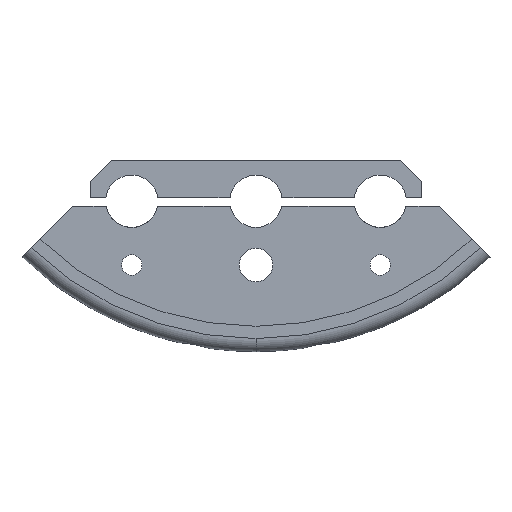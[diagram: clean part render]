
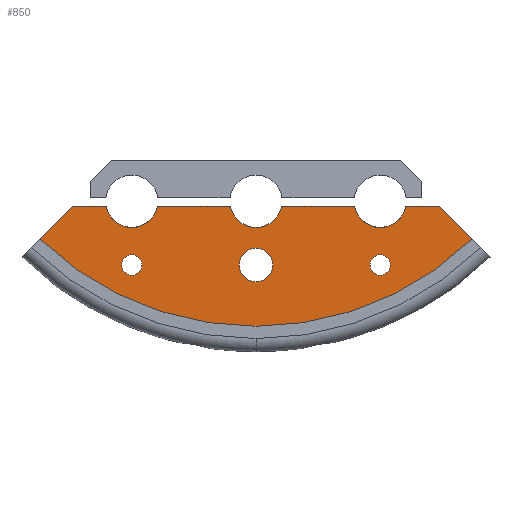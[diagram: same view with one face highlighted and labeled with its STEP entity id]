
A CAD part, front view. The second image highlights one B-rep face of the part: STEP entity #850.
In plain terms, the highlighted planar face has unit normal (0, -1, 0).
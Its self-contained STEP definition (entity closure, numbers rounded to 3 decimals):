
#13 = CARTESIAN_POINT ( 'NONE',  ( 0., -2.5, -15.3 ) ) ;
#42 = CARTESIAN_POINT ( 'NONE',  ( 1.572, -2.5, -11.7 ) ) ;
#53 = CARTESIAN_POINT ( 'NONE',  ( 0., -2.5, -19.05 ) ) ;
#59 = EDGE_CURVE ( 'NONE', #754, #1794, #2748, .T. ) ;
#72 = ORIENTED_EDGE ( 'NONE', *, *, #3003, .T. ) ;
#102 = DIRECTION ( 'NONE',  ( 0., -1., 0. ) ) ;
#144 = ORIENTED_EDGE ( 'NONE', *, *, #1905, .F. ) ;
#157 = CARTESIAN_POINT ( 'NONE',  ( 7.6, -2.5, -14.675 ) ) ;
#163 = EDGE_CURVE ( 'NONE', #2523, #1921, #2503, .T. ) ;
#187 = VECTOR ( 'NONE', #1343, 1000. ) ;
#212 = CARTESIAN_POINT ( 'NONE',  ( -6.028, -2.5, -11.7 ) ) ;
#220 = DIRECTION ( 'NONE',  ( 0., 1., 0. ) ) ;
#225 = VECTOR ( 'NONE', #2313, 1000. ) ;
#226 = LINE ( 'NONE', #2770, #2798 ) ;
#229 = CIRCLE ( 'NONE', #2242, 1.025 ) ;
#258 = DIRECTION ( 'NONE',  ( 0., 0., 1. ) ) ;
#262 = CARTESIAN_POINT ( 'NONE',  ( 6.028, -2.5, -11.7 ) ) ;
#276 = VERTEX_POINT ( 'NONE', #2358 ) ;
#282 = DIRECTION ( 'NONE',  ( 0., 1., 0. ) ) ;
#293 = CIRCLE ( 'NONE', #2402, 0.625 ) ;
#307 = CARTESIAN_POINT ( 'NONE',  ( 7.6, -2.5, -15.925 ) ) ;
#313 = DIRECTION ( 'NONE',  ( 0., 0., 1. ) ) ;
#322 = VERTEX_POINT ( 'NONE', #53 ) ;
#354 = ORIENTED_EDGE ( 'NONE', *, *, #163, .T. ) ;
#368 = ORIENTED_EDGE ( 'NONE', *, *, #1901, .T. ) ;
#386 = CIRCLE ( 'NONE', #1474, 0.625 ) ;
#390 = CARTESIAN_POINT ( 'NONE',  ( 0., -2.5, -14.275 ) ) ;
#392 = CARTESIAN_POINT ( 'NONE',  ( -7.6, -2.5, -11.4 ) ) ;
#399 = ORIENTED_EDGE ( 'NONE', *, *, #773, .T. ) ;
#404 = CARTESIAN_POINT ( 'NONE',  ( -11.205, -2.5, -11.7 ) ) ;
#436 = AXIS2_PLACEMENT_3D ( 'NONE', #744, #1177, #258 ) ;
#441 = LINE ( 'NONE', #2796, #225 ) ;
#474 = CIRCLE ( 'NONE', #2330, 19.05 ) ;
#491 = CARTESIAN_POINT ( 'NONE',  ( -11.205, -2.5, -11.7 ) ) ;
#501 = CARTESIAN_POINT ( 'NONE',  ( 0., -2.5, 0. ) ) ;
#548 = CARTESIAN_POINT ( 'NONE',  ( -1.572, -2.5, -11.7 ) ) ;
#579 = EDGE_CURVE ( 'NONE', #1921, #2667, #226, .T. ) ;
#581 = CARTESIAN_POINT ( 'NONE',  ( 11.205, -2.5, -11.7 ) ) ;
#584 = EDGE_LOOP ( 'NONE', ( #2921, #1510 ) ) ;
#616 = CARTESIAN_POINT ( 'NONE',  ( -11.205, -2.5, -11.7 ) ) ;
#645 = VERTEX_POINT ( 'NONE', #262 ) ;
#647 = DIRECTION ( 'NONE',  ( 0., 1., 0. ) ) ;
#689 = DIRECTION ( 'NONE',  ( 0., 1., 0. ) ) ;
#695 = EDGE_LOOP ( 'NONE', ( #1546, #1649 ) ) ;
#731 = VERTEX_POINT ( 'NONE', #1915 ) ;
#738 = FACE_BOUND ( 'NONE', #584, .T. ) ;
#744 = CARTESIAN_POINT ( 'NONE',  ( -7.6, -2.5, -15.3 ) ) ;
#754 = VERTEX_POINT ( 'NONE', #946 ) ;
#765 = ORIENTED_EDGE ( 'NONE', *, *, #1557, .T. ) ;
#773 = EDGE_CURVE ( 'NONE', #1978, #1553, #2599, .T. ) ;
#785 = AXIS2_PLACEMENT_3D ( 'NONE', #2415, #1247, #313 ) ;
#808 = EDGE_CURVE ( 'NONE', #2667, #322, #2845, .T. ) ;
#850 = ADVANCED_FACE ( 'NONE', ( #738, #1679, #937, #2861 ), #1230, .F. ) ;
#888 = ORIENTED_EDGE ( 'NONE', *, *, #579, .T. ) ;
#921 = CIRCLE ( 'NONE', #436, 0.625 ) ;
#934 = DIRECTION ( 'NONE',  ( 0., 1., 0. ) ) ;
#937 = FACE_BOUND ( 'NONE', #695, .T. ) ;
#944 = CARTESIAN_POINT ( 'NONE',  ( -9.172, -2.5, -11.7 ) ) ;
#946 = CARTESIAN_POINT ( 'NONE',  ( 0., -2.5, -16.325 ) ) ;
#1031 = DIRECTION ( 'NONE',  ( 0., 0., -1. ) ) ;
#1074 = ORIENTED_EDGE ( 'NONE', *, *, #1352, .T. ) ;
#1093 = DIRECTION ( 'NONE',  ( -1., 0., 0. ) ) ;
#1114 = EDGE_CURVE ( 'NONE', #2394, #276, #2288, .T. ) ;
#1126 = CARTESIAN_POINT ( 'NONE',  ( 13.221, -2.5, -13.716 ) ) ;
#1129 = DIRECTION ( 'NONE',  ( 0., 0., 1. ) ) ;
#1131 = CARTESIAN_POINT ( 'NONE',  ( -11.205, -2.5, -11.7 ) ) ;
#1165 = AXIS2_PLACEMENT_3D ( 'NONE', #1190, #689, #3016 ) ;
#1166 = DIRECTION ( 'NONE',  ( -0.707, 0., -0.707 ) ) ;
#1177 = DIRECTION ( 'NONE',  ( 0., 1., 0. ) ) ;
#1190 = CARTESIAN_POINT ( 'NONE',  ( 0., -2.5, -19.05 ) ) ;
#1214 = CIRCLE ( 'NONE', #2783, 1.6 ) ;
#1219 = DIRECTION ( 'NONE',  ( 0., 0., 1. ) ) ;
#1230 = PLANE ( 'NONE',  #1165 ) ;
#1239 = DIRECTION ( 'NONE',  ( 0., 1., 0. ) ) ;
#1247 = DIRECTION ( 'NONE',  ( 0., 1., 0. ) ) ;
#1264 = CARTESIAN_POINT ( 'NONE',  ( 0., -2.5, 0. ) ) ;
#1280 = CARTESIAN_POINT ( 'NONE',  ( 7.6, -2.5, -15.3 ) ) ;
#1283 = DIRECTION ( 'NONE',  ( 0., 0., -1. ) ) ;
#1325 = AXIS2_PLACEMENT_3D ( 'NONE', #2766, #220, #1129 ) ;
#1331 = LINE ( 'NONE', #616, #2391 ) ;
#1343 = DIRECTION ( 'NONE',  ( -1., 0., 0. ) ) ;
#1352 = EDGE_CURVE ( 'NONE', #1483, #2523, #2038, .T. ) ;
#1363 = EDGE_CURVE ( 'NONE', #645, #1978, #1331, .T. ) ;
#1445 = DIRECTION ( 'NONE',  ( 0., 1., 0. ) ) ;
#1474 = AXIS2_PLACEMENT_3D ( 'NONE', #1626, #1445, #2627 ) ;
#1478 = CARTESIAN_POINT ( 'NONE',  ( 0., -2.5, -11.4 ) ) ;
#1483 = VERTEX_POINT ( 'NONE', #212 ) ;
#1510 = ORIENTED_EDGE ( 'NONE', *, *, #2963, .T. ) ;
#1515 = DIRECTION ( 'NONE',  ( 0., -1., 0. ) ) ;
#1546 = ORIENTED_EDGE ( 'NONE', *, *, #1984, .T. ) ;
#1551 = DIRECTION ( 'NONE',  ( -1., 0., 0. ) ) ;
#1553 = VERTEX_POINT ( 'NONE', #548 ) ;
#1557 = EDGE_CURVE ( 'NONE', #2757, #2471, #2085, .T. ) ;
#1606 = VERTEX_POINT ( 'NONE', #2271 ) ;
#1626 = CARTESIAN_POINT ( 'NONE',  ( -7.6, -2.5, -15.3 ) ) ;
#1649 = ORIENTED_EDGE ( 'NONE', *, *, #59, .T. ) ;
#1679 = FACE_BOUND ( 'NONE', #2226, .T. ) ;
#1778 = EDGE_CURVE ( 'NONE', #322, #1914, #474, .T. ) ;
#1794 = VERTEX_POINT ( 'NONE', #390 ) ;
#1852 = CARTESIAN_POINT ( 'NONE',  ( -11.205, -2.5, -11.7 ) ) ;
#1872 = DIRECTION ( 'NONE',  ( -1., 0., 0. ) ) ;
#1901 = EDGE_CURVE ( 'NONE', #1553, #1483, #2597, .T. ) ;
#1905 = EDGE_CURVE ( 'NONE', #2394, #1914, #441, .T. ) ;
#1914 = VERTEX_POINT ( 'NONE', #1126 ) ;
#1915 = CARTESIAN_POINT ( 'NONE',  ( -7.6, -2.5, -15.925 ) ) ;
#1921 = VERTEX_POINT ( 'NONE', #491 ) ;
#1976 = EDGE_CURVE ( 'NONE', #276, #645, #1214, .T. ) ;
#1978 = VERTEX_POINT ( 'NONE', #42 ) ;
#1984 = EDGE_CURVE ( 'NONE', #1794, #754, #229, .T. ) ;
#2038 = CIRCLE ( 'NONE', #2593, 1.6 ) ;
#2041 = ORIENTED_EDGE ( 'NONE', *, *, #1976, .T. ) ;
#2045 = EDGE_CURVE ( 'NONE', #1606, #731, #386, .T. ) ;
#2057 = ORIENTED_EDGE ( 'NONE', *, *, #808, .T. ) ;
#2060 = DIRECTION ( 'NONE',  ( 0., 0., 1. ) ) ;
#2085 = CIRCLE ( 'NONE', #785, 0.625 ) ;
#2097 = CARTESIAN_POINT ( 'NONE',  ( 7.6, -2.5, -11.4 ) ) ;
#2178 = DIRECTION ( 'NONE',  ( 0., 0., 1. ) ) ;
#2206 = CARTESIAN_POINT ( 'NONE',  ( -13.221, -2.5, -13.716 ) ) ;
#2226 = EDGE_LOOP ( 'NONE', ( #765, #72 ) ) ;
#2242 = AXIS2_PLACEMENT_3D ( 'NONE', #13, #934, #1219 ) ;
#2265 = ORIENTED_EDGE ( 'NONE', *, *, #1778, .T. ) ;
#2271 = CARTESIAN_POINT ( 'NONE',  ( -7.6, -2.5, -14.675 ) ) ;
#2284 = ORIENTED_EDGE ( 'NONE', *, *, #1114, .T. ) ;
#2288 = LINE ( 'NONE', #1131, #187 ) ;
#2313 = DIRECTION ( 'NONE',  ( 0.707, 0., -0.707 ) ) ;
#2330 = AXIS2_PLACEMENT_3D ( 'NONE', #501, #1515, #1283 ) ;
#2343 = DIRECTION ( 'NONE',  ( 0., 0., 1. ) ) ;
#2347 = EDGE_LOOP ( 'NONE', ( #368, #1074, #354, #888, #2057, #2265, #144, #2284, #2041, #2768, #399 ) ) ;
#2358 = CARTESIAN_POINT ( 'NONE',  ( 9.172, -2.5, -11.7 ) ) ;
#2391 = VECTOR ( 'NONE', #1093, 1000. ) ;
#2394 = VERTEX_POINT ( 'NONE', #581 ) ;
#2402 = AXIS2_PLACEMENT_3D ( 'NONE', #1280, #2920, #2178 ) ;
#2415 = CARTESIAN_POINT ( 'NONE',  ( 7.6, -2.5, -15.3 ) ) ;
#2454 = AXIS2_PLACEMENT_3D ( 'NONE', #1264, #102, #1031 ) ;
#2471 = VERTEX_POINT ( 'NONE', #307 ) ;
#2493 = VECTOR ( 'NONE', #1872, 1000. ) ;
#2501 = AXIS2_PLACEMENT_3D ( 'NONE', #1478, #1239, #2343 ) ;
#2503 = LINE ( 'NONE', #404, #2993 ) ;
#2523 = VERTEX_POINT ( 'NONE', #944 ) ;
#2582 = DIRECTION ( 'NONE',  ( 0., 0., -1. ) ) ;
#2593 = AXIS2_PLACEMENT_3D ( 'NONE', #392, #647, #2060 ) ;
#2597 = LINE ( 'NONE', #1852, #2493 ) ;
#2599 = CIRCLE ( 'NONE', #2501, 1.6 ) ;
#2627 = DIRECTION ( 'NONE',  ( 0., 0., 1. ) ) ;
#2667 = VERTEX_POINT ( 'NONE', #2206 ) ;
#2748 = CIRCLE ( 'NONE', #1325, 1.025 ) ;
#2757 = VERTEX_POINT ( 'NONE', #157 ) ;
#2766 = CARTESIAN_POINT ( 'NONE',  ( 0., -2.5, -15.3 ) ) ;
#2768 = ORIENTED_EDGE ( 'NONE', *, *, #1363, .T. ) ;
#2770 = CARTESIAN_POINT ( 'NONE',  ( 17.744, -2.5, 17.249 ) ) ;
#2783 = AXIS2_PLACEMENT_3D ( 'NONE', #2097, #282, #2582 ) ;
#2796 = CARTESIAN_POINT ( 'NONE',  ( -17.756, -2.5, 17.261 ) ) ;
#2798 = VECTOR ( 'NONE', #1166, 1000. ) ;
#2845 = CIRCLE ( 'NONE', #2454, 19.05 ) ;
#2861 = FACE_OUTER_BOUND ( 'NONE', #2347, .T. ) ;
#2920 = DIRECTION ( 'NONE',  ( 0., 1., 0. ) ) ;
#2921 = ORIENTED_EDGE ( 'NONE', *, *, #2045, .T. ) ;
#2963 = EDGE_CURVE ( 'NONE', #731, #1606, #921, .T. ) ;
#2993 = VECTOR ( 'NONE', #1551, 1000. ) ;
#3003 = EDGE_CURVE ( 'NONE', #2471, #2757, #293, .T. ) ;
#3016 = DIRECTION ( 'NONE',  ( 0., 0., 1. ) ) ;
